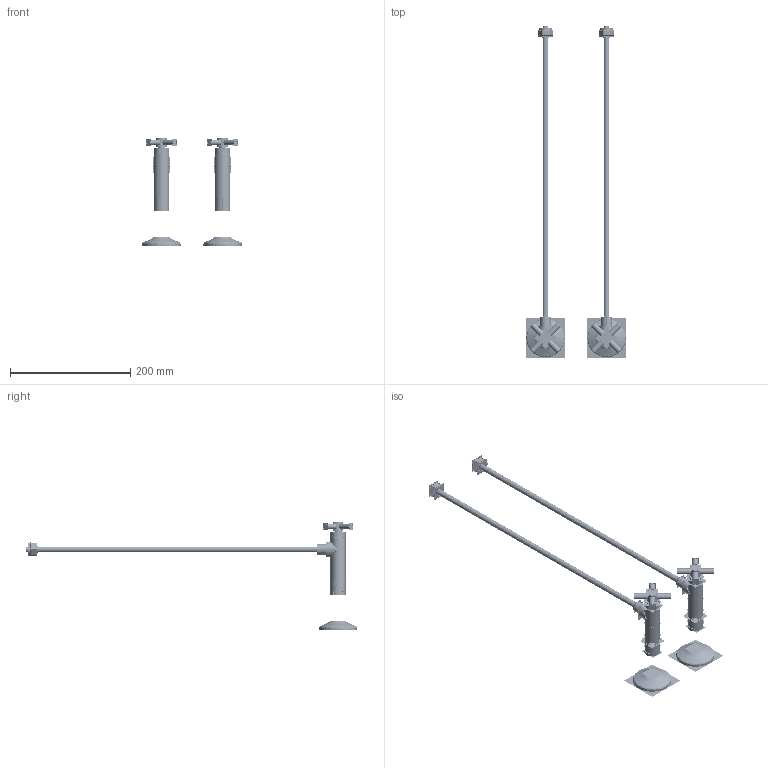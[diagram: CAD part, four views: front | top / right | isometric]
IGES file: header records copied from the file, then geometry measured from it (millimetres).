
Start section:  PTC IGES file: 493x-1.igs
Global section: file name: 493x-1.igs; native system: Creo Parametric by PTC Inc.; preprocessor: 2018500; author: NSantos; organization: Unknown; date: 20210618.000204; units: inch
Bounding box: 167.64 x 552.07 x 180.36 mm (x, y, z)
Surface area: 8188345.8 mm2 (no closed solid volume)
Topology: 0 solids, 0 shells, 5358 faces, 88720 edges, 117415 vertices
Faces by surface type: revolution 3354, bspline 2004
